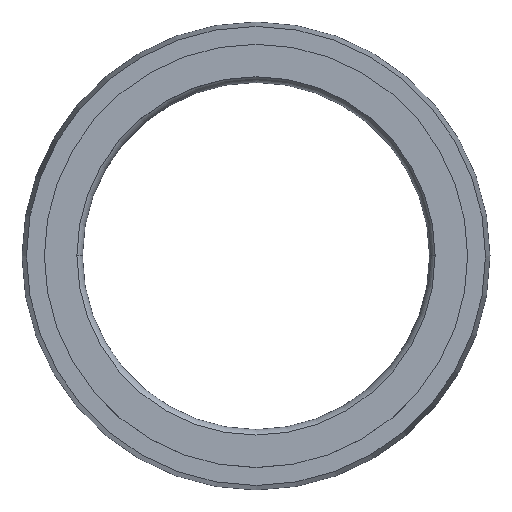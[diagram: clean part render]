
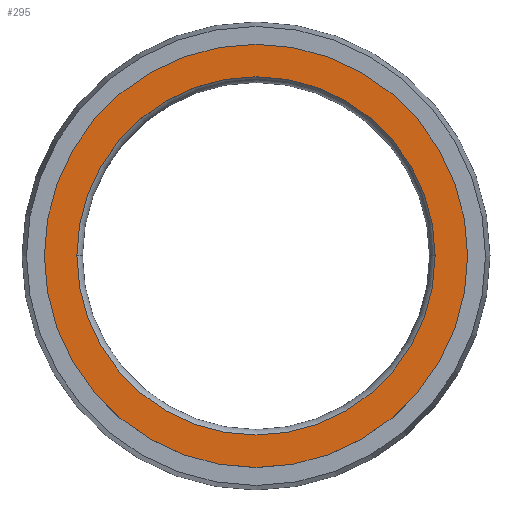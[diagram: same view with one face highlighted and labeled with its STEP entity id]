
A CAD part, top view. The second image highlights one B-rep face of the part: STEP entity #295.
In plain terms, the highlighted planar face has unit normal (0, 0, 1).
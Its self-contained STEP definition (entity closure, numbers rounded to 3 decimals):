
#42 = DIRECTION ( 'NONE',  ( 0., 0., 1. ) ) ;
#56 = CARTESIAN_POINT ( 'NONE',  ( 8., 0., 0. ) ) ;
#79 = DIRECTION ( 'NONE',  ( 0., 0., -1. ) ) ;
#92 = CARTESIAN_POINT ( 'NONE',  ( 9.45, 0., 0. ) ) ;
#95 = DIRECTION ( 'NONE',  ( 1., 0., 0. ) ) ;
#132 = ORIENTED_EDGE ( 'NONE', *, *, #420, .T. ) ;
#134 = DIRECTION ( 'NONE',  ( -1., 0., 0. ) ) ;
#138 = CARTESIAN_POINT ( 'NONE',  ( 0., 0., 0. ) ) ;
#159 = CIRCLE ( 'NONE', #463, 9.45 ) ;
#174 = EDGE_CURVE ( 'NONE', #622, #630, #641, .T. ) ;
#178 = AXIS2_PLACEMENT_3D ( 'NONE', #222, #79, #134 ) ;
#185 = CARTESIAN_POINT ( 'NONE',  ( -9.45, 0., 0. ) ) ;
#198 = ORIENTED_EDGE ( 'NONE', *, *, #331, .T. ) ;
#199 = DIRECTION ( 'NONE',  ( 1., 0., 0. ) ) ;
#206 = DIRECTION ( 'NONE',  ( 1., 0., 0. ) ) ;
#208 = CARTESIAN_POINT ( 'NONE',  ( 0., 0., 0. ) ) ;
#222 = CARTESIAN_POINT ( 'NONE',  ( 0., 0., 0. ) ) ;
#232 = AXIS2_PLACEMENT_3D ( 'NONE', #428, #431, #199 ) ;
#237 = ORIENTED_EDGE ( 'NONE', *, *, #174, .F. ) ;
#239 = CIRCLE ( 'NONE', #430, 8. ) ;
#252 = CARTESIAN_POINT ( 'NONE',  ( 0., 0., 0. ) ) ;
#295 = ADVANCED_FACE ( 'NONE', ( #576, #310 ), #373, .F. ) ;
#310 = FACE_OUTER_BOUND ( 'NONE', #429, .T. ) ;
#315 = DIRECTION ( 'NONE',  ( 1., 0., 0. ) ) ;
#331 = EDGE_CURVE ( 'NONE', #360, #412, #159, .T. ) ;
#354 = CARTESIAN_POINT ( 'NONE',  ( -8., 0., 0. ) ) ;
#360 = VERTEX_POINT ( 'NONE', #92 ) ;
#373 = PLANE ( 'NONE',  #178 ) ;
#412 = VERTEX_POINT ( 'NONE', #185 ) ;
#420 = EDGE_CURVE ( 'NONE', #412, #360, #550, .T. ) ;
#428 = CARTESIAN_POINT ( 'NONE',  ( 0., 0., 0. ) ) ;
#429 = EDGE_LOOP ( 'NONE', ( #198, #132 ) ) ;
#430 = AXIS2_PLACEMENT_3D ( 'NONE', #208, #564, #206 ) ;
#431 = DIRECTION ( 'NONE',  ( 0., 0., 1. ) ) ;
#463 = AXIS2_PLACEMENT_3D ( 'NONE', #138, #42, #95 ) ;
#523 = EDGE_CURVE ( 'NONE', #630, #622, #239, .T. ) ;
#550 = CIRCLE ( 'NONE', #232, 9.45 ) ;
#558 = ORIENTED_EDGE ( 'NONE', *, *, #523, .F. ) ;
#564 = DIRECTION ( 'NONE',  ( 0., 0., 1. ) ) ;
#576 = FACE_BOUND ( 'NONE', #604, .T. ) ;
#593 = AXIS2_PLACEMENT_3D ( 'NONE', #252, #613, #315 ) ;
#604 = EDGE_LOOP ( 'NONE', ( #237, #558 ) ) ;
#613 = DIRECTION ( 'NONE',  ( 0., 0., 1. ) ) ;
#622 = VERTEX_POINT ( 'NONE', #56 ) ;
#630 = VERTEX_POINT ( 'NONE', #354 ) ;
#641 = CIRCLE ( 'NONE', #593, 8. ) ;
